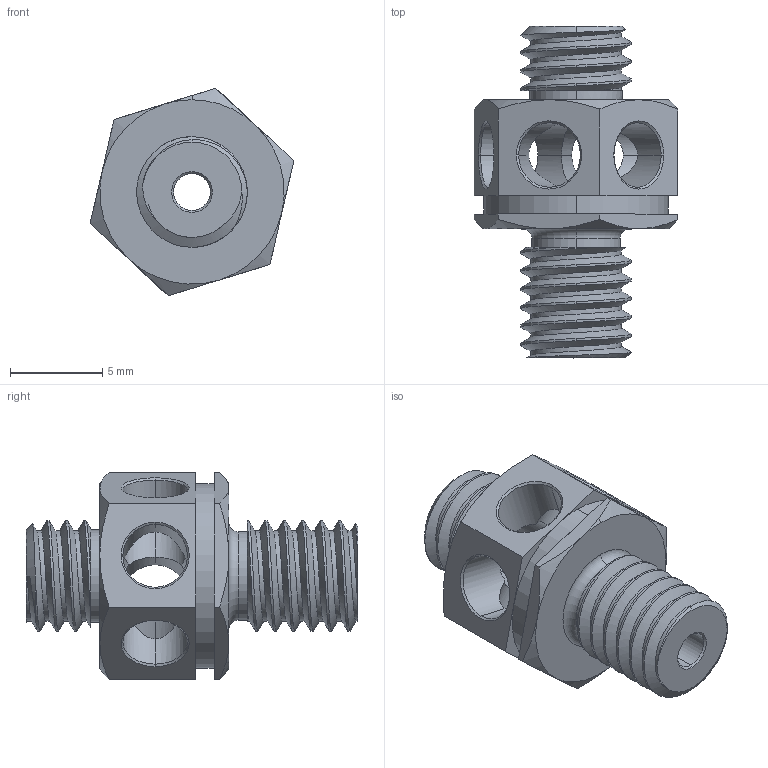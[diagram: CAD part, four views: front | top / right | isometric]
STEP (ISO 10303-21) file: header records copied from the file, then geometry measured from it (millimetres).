
FILE_DESCRIPTION (( 'STEP AP203' ), '1' );
FILE_NAME ('M6A.STEP', '2021-03-02T19:24:13', ( '刑天' ), ( '刑天工作室' ), 'SwSTEP 2.0', 'SolidWorks 2017', '' );
FILE_SCHEMA (( 'CONFIG_CONTROL_DESIGN' ));
Length unit declared in the file: millimetre
Products named in the file (1): M6A
Bounding box: 11.04 x 18 x 11.25 mm (x, y, z)
Volume: 519 mm3; surface area: 954.6 mm2
Topology: 1 solids, 1 shells, 135 faces, 353 edges, 218 vertices
Faces by surface type: plane 46, cylinder 44, cone 37, bspline 6, torus 2
Entity records: 6037 total; most frequent: CARTESIAN_POINT 2857, ORIENTED_EDGE 706, DIRECTION 600, EDGE_CURVE 353, AXIS2_PLACEMENT_3D 234, VERTEX_POINT 218, EDGE_LOOP 147, FACE_OUTER_BOUND 135
